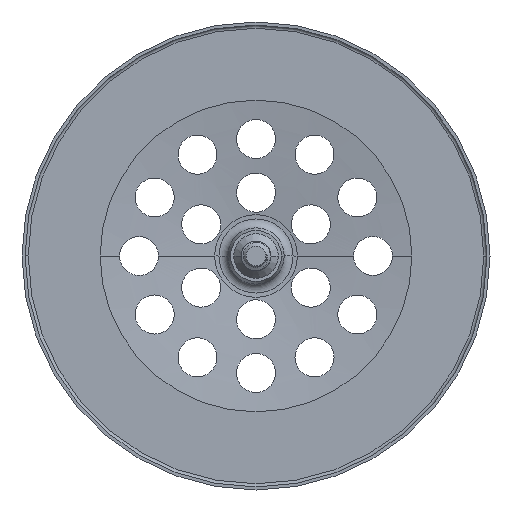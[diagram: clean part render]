
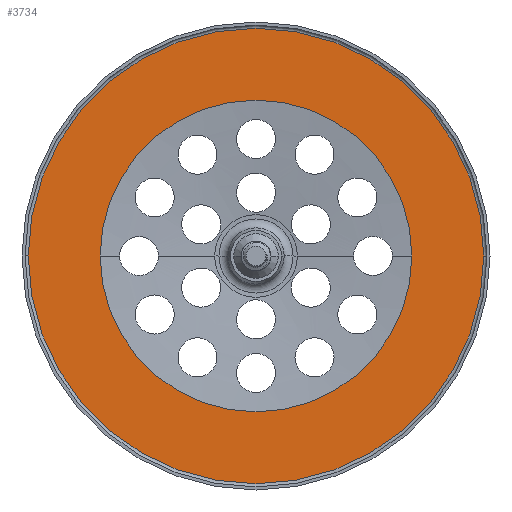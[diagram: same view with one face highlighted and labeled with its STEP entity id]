
A CAD part, front view. The second image highlights one B-rep face of the part: STEP entity #3734.
In plain terms, the highlighted planar face has unit normal (0, -1, 0).
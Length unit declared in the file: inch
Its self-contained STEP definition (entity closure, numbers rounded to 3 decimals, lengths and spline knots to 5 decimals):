
#2347=CARTESIAN_POINT('',(0.,-0.12,0.));
#2348=DIRECTION('',(0.,1.,0.));
#2349=DIRECTION('',(1.,0.,0.));
#2350=AXIS2_PLACEMENT_3D('',#2347,#2348,#2349);
#2355=CARTESIAN_POINT('',(0.,-0.12,0.));
#2356=DIRECTION('',(0.,-1.,0.));
#2357=DIRECTION('',(1.,0.,0.));
#2358=AXIS2_PLACEMENT_3D('',#2355,#2356,#2357);
#2363=CARTESIAN_POINT('',(0.,-0.12,0.));
#2364=DIRECTION('',(0.,-1.,0.));
#2365=DIRECTION('',(1.,0.,0.));
#2366=AXIS2_PLACEMENT_3D('',#2363,#2364,#2365);
#2371=CARTESIAN_POINT('',(0.,-0.12,0.));
#2372=DIRECTION('',(0.,-1.,0.));
#2373=DIRECTION('',(-1.,0.,0.));
#2374=AXIS2_PLACEMENT_3D('',#2371,#2372,#2373);
#2393=CARTESIAN_POINT('',(0.99867,-0.12,0.));
#2394=CARTESIAN_POINT('',(-0.99867,-0.12,0.));
#2395=VERTEX_POINT('',#2393);
#2396=VERTEX_POINT('',#2394);
#2493=CARTESIAN_POINT('',(1.46,-0.12,0.));
#2494=CARTESIAN_POINT('',(-1.46,-0.12,0.));
#2495=VERTEX_POINT('',#2493);
#2496=VERTEX_POINT('',#2494);
#3721=CARTESIAN_POINT('',(0.,-0.12,0.));
#3722=DIRECTION('',(0.,1.,0.));
#3723=DIRECTION('',(1.,0.,0.));
#3724=AXIS2_PLACEMENT_3D('',#3721,#3722,#3723);
#3725=PLANE('',#3724);
#3726=ORIENTED_EDGE('',*,*,#3703,.F.);
#3727=ORIENTED_EDGE('',*,*,#3688,.F.);
#3728=EDGE_LOOP('',(#3726,#3727));
#3729=FACE_OUTER_BOUND('',#3728,.F.);
#3730=ORIENTED_EDGE('',*,*,#2647,.F.);
#3731=ORIENTED_EDGE('',*,*,#3018,.T.);
#3732=EDGE_LOOP('',(#3730,#3731));
#3733=FACE_BOUND('',#3732,.F.);
#2351=CIRCLE('',#2350,0.99867);
#2359=CIRCLE('',#2358,0.99867);
#2367=CIRCLE('',#2366,1.46);
#2375=CIRCLE('',#2374,1.46);
#2647=EDGE_CURVE('',#2395,#2396,#2351,.T.);
#3018=EDGE_CURVE('',#2395,#2396,#2359,.T.);
#3688=EDGE_CURVE('',#2496,#2495,#2375,.T.);
#3703=EDGE_CURVE('',#2495,#2496,#2367,.T.);
#3734=ADVANCED_FACE('',(#3729,#3733),#3725,.F.);
